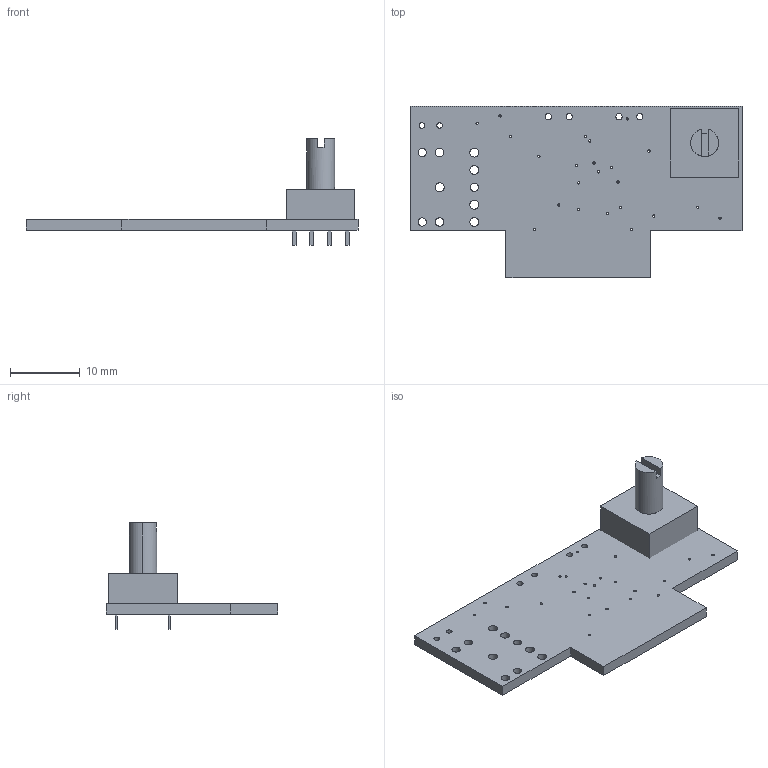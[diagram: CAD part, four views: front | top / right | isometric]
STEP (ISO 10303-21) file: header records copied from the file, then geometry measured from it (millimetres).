
FILE_DESCRIPTION(/* description */ (''),/* implementation_level */ '2;1');
FILE_NAME(/* name */ 'openSX70-dongle v4.step',/* time_stamp */ '2018-01-31T12:01:59+01:00',/* author */ ('joaquindeprada'),/* organization */ (''),/* preprocessor_version */ 'ST-DEVELOPER v16.13',/* originating_system */ 'Autodesk Translation Framework v6.5.0.72',/* authorisation */ '');
FILE_SCHEMA (('AUTOMOTIVE_DESIGN { 1 0 10303 214 3 1 1 }'));
Length unit declared in the file: millimetre
Products named in the file (5): openSX70-dongle; PCB Component; Board; A6R_161RS; A6R_161RS_1
Assembly tree (4 placements, depth 3):
  openSX70-dongle
    PCB Component
      Board
    A6R_161RS
      A6R_161RS_1
Bounding box: 47.75 x 24.71 x 15.3 mm (x, y, z)
Volume: 1532.2 mm3; surface area: 2832.2 mm2
Topology: 1 solids, 41 shells, 95 faces, 347 edges, 294 vertices
Faces by surface type: cylinder 48, plane 47
Full cylindrical faces by diameter (mm): 0.33 x18, 0.35 x6, 0.813 x7, 0.9 x4, 1.2 x5, 1.3 x5
Entity records: 4208 total; most frequent: CARTESIAN_POINT 745, DIRECTION 657, ORIENTED_EDGE 506, EDGE_CURVE 347, VERTEX_POINT 294, LINE 245, VECTOR 245, AXIS2_PLACEMENT_3D 206
